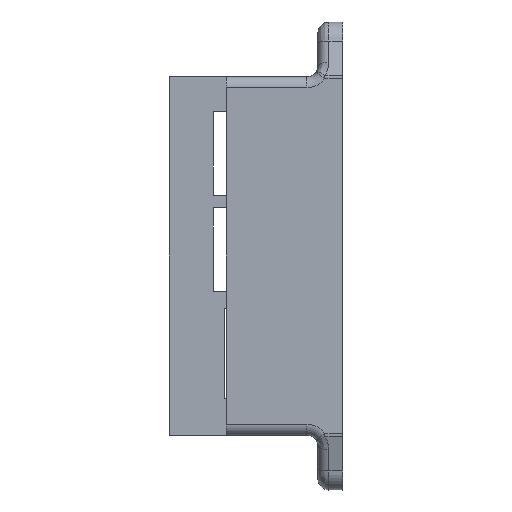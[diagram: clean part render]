
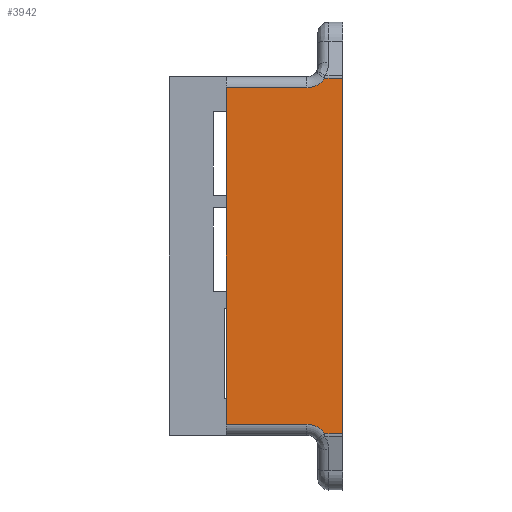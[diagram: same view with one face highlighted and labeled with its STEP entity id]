
A CAD part, left-side view. The second image highlights one B-rep face of the part: STEP entity #3942.
In plain terms, the highlighted planar face has unit normal (-1, 0, 0).
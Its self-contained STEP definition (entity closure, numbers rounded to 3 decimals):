
#197=PLANE('',#4404);
#443=FACE_OUTER_BOUND('',#722,.T.);
#722=EDGE_LOOP('',(#3436,#3437,#3438,#3439,#3440,#3441,#3442,#3443));
#924=LINE('',#6249,#1237);
#1008=LINE('',#6628,#1321);
#1069=LINE('',#6900,#1382);
#1078=LINE('',#7059,#1391);
#1079=LINE('',#7062,#1392);
#1080=LINE('',#7065,#1393);
#1237=VECTOR('',#5059,10.);
#1321=VECTOR('',#5321,10.);
#1382=VECTOR('',#5488,10.);
#1391=VECTOR('',#5551,10.);
#1392=VECTOR('',#5554,10.);
#1393=VECTOR('',#5557,10.);
#1599=CIRCLE('',#4380,4.);
#1609=CIRCLE('',#4405,4.);
#1795=VERTEX_POINT('',#6246);
#1796=VERTEX_POINT('',#6248);
#1886=VERTEX_POINT('',#6625);
#1887=VERTEX_POINT('',#6627);
#1936=VERTEX_POINT('',#6899);
#1939=VERTEX_POINT('',#6907);
#1951=VERTEX_POINT('',#7061);
#1952=VERTEX_POINT('',#7063);
#2232=EDGE_CURVE('',#1796,#1795,#924,.T.);
#2370=EDGE_CURVE('',#1886,#1887,#1008,.T.);
#2455=EDGE_CURVE('',#1887,#1936,#1069,.T.);
#2459=EDGE_CURVE('',#1936,#1939,#1599,.T.);
#2484=EDGE_CURVE('',#1939,#1795,#1078,.T.);
#2485=EDGE_CURVE('',#1951,#1886,#1079,.T.);
#2486=EDGE_CURVE('',#1952,#1951,#1609,.T.);
#2487=EDGE_CURVE('',#1796,#1952,#1080,.T.);
#3436=ORIENTED_EDGE('',*,*,#2455,.F.);
#3437=ORIENTED_EDGE('',*,*,#2370,.F.);
#3438=ORIENTED_EDGE('',*,*,#2485,.F.);
#3439=ORIENTED_EDGE('',*,*,#2486,.F.);
#3440=ORIENTED_EDGE('',*,*,#2487,.F.);
#3441=ORIENTED_EDGE('',*,*,#2232,.T.);
#3442=ORIENTED_EDGE('',*,*,#2484,.F.);
#3443=ORIENTED_EDGE('',*,*,#2459,.F.);
#3942=ADVANCED_FACE('',(#443),#197,.T.);
#4380=AXIS2_PLACEMENT_3D('',#6908,#5496,#5497);
#4404=AXIS2_PLACEMENT_3D('',#7060,#5552,#5553);
#4405=AXIS2_PLACEMENT_3D('',#7064,#5555,#5556);
#5059=DIRECTION('',(0.,0.,-1.));
#5321=DIRECTION('',(0.,0.,-1.));
#5488=DIRECTION('',(0.,1.,0.));
#5496=DIRECTION('center_axis',(-1.,0.,0.));
#5497=DIRECTION('ref_axis',(0.,-0.139,0.99));
#5551=DIRECTION('',(0.,1.,0.));
#5552=DIRECTION('center_axis',(-1.,0.,0.));
#5553=DIRECTION('ref_axis',(0.,0.,1.));
#5554=DIRECTION('',(0.,-1.,0.));
#5555=DIRECTION('center_axis',(-1.,0.,0.));
#5556=DIRECTION('ref_axis',(0.,-0.139,-0.99));
#5557=DIRECTION('',(0.,-1.,0.));
#6246=CARTESIAN_POINT('',(-2.73,21.2,-60.73));
#6248=CARTESIAN_POINT('',(-2.73,21.2,0.73));
#6249=CARTESIAN_POINT('',(-2.73,21.2,2.73));
#6625=CARTESIAN_POINT('',(-2.73,0.,2.425));
#6627=CARTESIAN_POINT('',(-2.73,0.,-62.425));
#6628=CARTESIAN_POINT('',(-2.73,0.,2.73));
#6899=CARTESIAN_POINT('',(-2.73,3.231,-62.425));
#6900=CARTESIAN_POINT('',(-2.73,0.,-62.425));
#6907=CARTESIAN_POINT('',(-2.73,6.5,-60.73));
#6908=CARTESIAN_POINT('Origin',(-2.73,6.5,-64.73));
#7059=CARTESIAN_POINT('',(-2.73,0.,-60.73));
#7060=CARTESIAN_POINT('Origin',(-2.73,0.,-62.73));
#7061=CARTESIAN_POINT('',(-2.73,3.231,2.425));
#7062=CARTESIAN_POINT('',(-2.73,0.,2.425));
#7063=CARTESIAN_POINT('',(-2.73,6.5,0.73));
#7064=CARTESIAN_POINT('Origin',(-2.73,6.5,4.73));
#7065=CARTESIAN_POINT('',(-2.73,0.,0.73));
